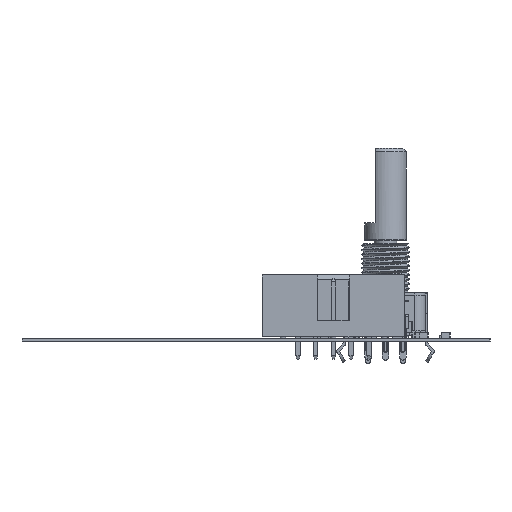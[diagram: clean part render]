
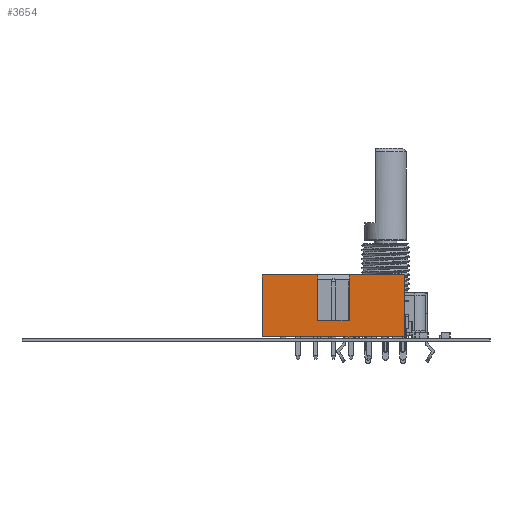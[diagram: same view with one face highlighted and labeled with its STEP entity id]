
A CAD part, left-side view. The second image highlights one B-rep face of the part: STEP entity #3654.
In plain terms, the highlighted face is planar.
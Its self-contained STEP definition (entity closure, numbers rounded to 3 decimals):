
#3260 = VERTEX_POINT('',#3261);
#3261 = CARTESIAN_POINT('',(10.18,-4.425,-4.425));
#3267 = EDGE_CURVE('',#3260,#3268,#3270,.T.);
#3268 = VERTEX_POINT('',#3269);
#3269 = CARTESIAN_POINT('',(-10.18,-4.425,-4.425));
#3270 = LINE('',#3271,#3272);
#3271 = CARTESIAN_POINT('',(10.18,-4.425,-4.425));
#3272 = VECTOR('',#3273,1.);
#3273 = DIRECTION('',(-1.,0.,0.));
#3654 = ADVANCED_FACE('',(#3655),#3712,.F.);
#3655 = FACE_BOUND('',#3656,.T.);
#3656 = EDGE_LOOP('',(#3657,#3667,#3675,#3683,#3691,#3697,#3698,#3706));
#3657 = ORIENTED_EDGE('',*,*,#3658,.F.);
#3658 = EDGE_CURVE('',#3659,#3661,#3663,.T.);
#3659 = VERTEX_POINT('',#3660);
#3660 = CARTESIAN_POINT('',(2.25,-4.425,-2.075));
#3661 = VERTEX_POINT('',#3662);
#3662 = CARTESIAN_POINT('',(2.25,-4.425,4.425));
#3663 = LINE('',#3664,#3665);
#3664 = CARTESIAN_POINT('',(2.25,-4.425,-2.075));
#3665 = VECTOR('',#3666,1.);
#3666 = DIRECTION('',(0.,0.,1.));
#3667 = ORIENTED_EDGE('',*,*,#3668,.T.);
#3668 = EDGE_CURVE('',#3659,#3669,#3671,.T.);
#3669 = VERTEX_POINT('',#3670);
#3670 = CARTESIAN_POINT('',(-2.25,-4.425,-2.075));
#3671 = LINE('',#3672,#3673);
#3672 = CARTESIAN_POINT('',(2.25,-4.425,-2.075));
#3673 = VECTOR('',#3674,1.);
#3674 = DIRECTION('',(-1.,0.,0.));
#3675 = ORIENTED_EDGE('',*,*,#3676,.T.);
#3676 = EDGE_CURVE('',#3669,#3677,#3679,.T.);
#3677 = VERTEX_POINT('',#3678);
#3678 = CARTESIAN_POINT('',(-2.25,-4.425,4.425));
#3679 = LINE('',#3680,#3681);
#3680 = CARTESIAN_POINT('',(-2.25,-4.425,-2.075));
#3681 = VECTOR('',#3682,1.);
#3682 = DIRECTION('',(0.,0.,1.));
#3683 = ORIENTED_EDGE('',*,*,#3684,.F.);
#3684 = EDGE_CURVE('',#3685,#3677,#3687,.T.);
#3685 = VERTEX_POINT('',#3686);
#3686 = CARTESIAN_POINT('',(-10.18,-4.425,4.425));
#3687 = LINE('',#3688,#3689);
#3688 = CARTESIAN_POINT('',(-10.18,-4.425,4.425));
#3689 = VECTOR('',#3690,1.);
#3690 = DIRECTION('',(1.,0.,0.));
#3691 = ORIENTED_EDGE('',*,*,#3692,.F.);
#3692 = EDGE_CURVE('',#3268,#3685,#3693,.T.);
#3693 = LINE('',#3694,#3695);
#3694 = CARTESIAN_POINT('',(-10.18,-4.425,-4.425));
#3695 = VECTOR('',#3696,1.);
#3696 = DIRECTION('',(0.,0.,1.));
#3697 = ORIENTED_EDGE('',*,*,#3267,.F.);
#3698 = ORIENTED_EDGE('',*,*,#3699,.F.);
#3699 = EDGE_CURVE('',#3700,#3260,#3702,.T.);
#3700 = VERTEX_POINT('',#3701);
#3701 = CARTESIAN_POINT('',(10.18,-4.425,4.425));
#3702 = LINE('',#3703,#3704);
#3703 = CARTESIAN_POINT('',(10.18,-4.425,4.425));
#3704 = VECTOR('',#3705,1.);
#3705 = DIRECTION('',(0.,0.,-1.));
#3706 = ORIENTED_EDGE('',*,*,#3707,.F.);
#3707 = EDGE_CURVE('',#3661,#3700,#3708,.T.);
#3708 = LINE('',#3709,#3710);
#3709 = CARTESIAN_POINT('',(-10.18,-4.425,4.425));
#3710 = VECTOR('',#3711,1.);
#3711 = DIRECTION('',(1.,0.,0.));
#3712 = PLANE('',#3713);
#3713 = AXIS2_PLACEMENT_3D('',#3714,#3715,#3716);
#3714 = CARTESIAN_POINT('',(0.,-4.425,0.));
#3715 = DIRECTION('',(0.,1.,0.));
#3716 = DIRECTION('',(0.,-0.,1.));
